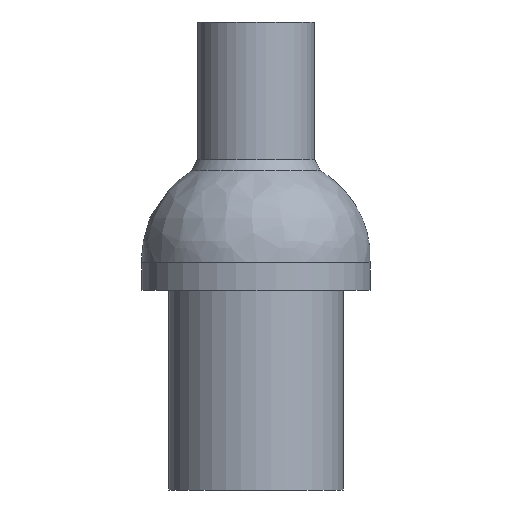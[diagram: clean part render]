
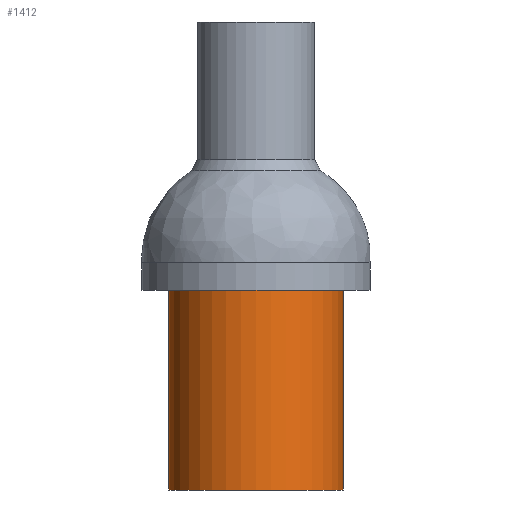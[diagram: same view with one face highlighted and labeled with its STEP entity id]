
A CAD part, front view. The second image highlights one B-rep face of the part: STEP entity #1412.
In plain terms, the highlighted cylindrical face has radius 12.7 mm (diameter 25.4 mm), a full revolution.
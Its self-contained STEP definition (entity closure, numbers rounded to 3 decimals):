
#1275 = PLANE('',#1276);
#1276 = AXIS2_PLACEMENT_3D('',#1277,#1278,#1279);
#1277 = CARTESIAN_POINT('',(0.,0.,29.));
#1278 = DIRECTION('',(0.,0.,1.));
#1279 = DIRECTION('',(1.,0.,0.));
#1349 = EDGE_CURVE('',#1350,#1350,#1352,.T.);
#1350 = VERTEX_POINT('',#1351);
#1351 = CARTESIAN_POINT('',(12.7,0.,29.));
#1352 = SURFACE_CURVE('',#1353,(#1358,#1365),.PCURVE_S1.);
#1353 = CIRCLE('',#1354,12.7);
#1354 = AXIS2_PLACEMENT_3D('',#1355,#1356,#1357);
#1355 = CARTESIAN_POINT('',(0.,0.,29.));
#1356 = DIRECTION('',(0.,0.,1.));
#1357 = DIRECTION('',(1.,0.,0.));
#1358 = PCURVE('',#1275,#1359);
#1359 = DEFINITIONAL_REPRESENTATION('',(#1360),#1364);
#1360 = CIRCLE('',#1361,12.7);
#1361 = AXIS2_PLACEMENT_2D('',#1362,#1363);
#1362 = CARTESIAN_POINT('',(0.,0.));
#1363 = DIRECTION('',(1.,0.));
#1364 = ( GEOMETRIC_REPRESENTATION_CONTEXT(2) 
PARAMETRIC_REPRESENTATION_CONTEXT() REPRESENTATION_CONTEXT('2D SPACE',''
  ) );
#1365 = PCURVE('',#1366,#1371);
#1366 = CYLINDRICAL_SURFACE('',#1367,12.7);
#1367 = AXIS2_PLACEMENT_3D('',#1368,#1369,#1370);
#1368 = CARTESIAN_POINT('',(0.,0.,0.));
#1369 = DIRECTION('',(0.,0.,1.));
#1370 = DIRECTION('',(1.,0.,0.));
#1371 = DEFINITIONAL_REPRESENTATION('',(#1372),#1376);
#1372 = LINE('',#1373,#1374);
#1373 = CARTESIAN_POINT('',(0.,29.));
#1374 = VECTOR('',#1375,1.);
#1375 = DIRECTION('',(1.,0.));
#1376 = ( GEOMETRIC_REPRESENTATION_CONTEXT(2) 
PARAMETRIC_REPRESENTATION_CONTEXT() REPRESENTATION_CONTEXT('2D SPACE',''
  ) );
#1412 = ADVANCED_FACE('',(#1413),#1366,.T.);
#1413 = FACE_BOUND('',#1414,.T.);
#1414 = EDGE_LOOP('',(#1415,#1416,#1439,#1466));
#1415 = ORIENTED_EDGE('',*,*,#1349,.F.);
#1416 = ORIENTED_EDGE('',*,*,#1417,.F.);
#1417 = EDGE_CURVE('',#1418,#1350,#1420,.T.);
#1418 = VERTEX_POINT('',#1419);
#1419 = CARTESIAN_POINT('',(12.7,0.,0.));
#1420 = SEAM_CURVE('',#1421,(#1425,#1432),.PCURVE_S1.);
#1421 = LINE('',#1422,#1423);
#1422 = CARTESIAN_POINT('',(12.7,0.,0.));
#1423 = VECTOR('',#1424,1.);
#1424 = DIRECTION('',(0.,0.,1.));
#1425 = PCURVE('',#1366,#1426);
#1426 = DEFINITIONAL_REPRESENTATION('',(#1427),#1431);
#1427 = LINE('',#1428,#1429);
#1428 = CARTESIAN_POINT('',(6.283,-0.));
#1429 = VECTOR('',#1430,1.);
#1430 = DIRECTION('',(0.,1.));
#1431 = ( GEOMETRIC_REPRESENTATION_CONTEXT(2) 
PARAMETRIC_REPRESENTATION_CONTEXT() REPRESENTATION_CONTEXT('2D SPACE',''
  ) );
#1432 = PCURVE('',#1366,#1433);
#1433 = DEFINITIONAL_REPRESENTATION('',(#1434),#1438);
#1434 = LINE('',#1435,#1436);
#1435 = CARTESIAN_POINT('',(0.,-0.));
#1436 = VECTOR('',#1437,1.);
#1437 = DIRECTION('',(0.,1.));
#1438 = ( GEOMETRIC_REPRESENTATION_CONTEXT(2) 
PARAMETRIC_REPRESENTATION_CONTEXT() REPRESENTATION_CONTEXT('2D SPACE',''
  ) );
#1439 = ORIENTED_EDGE('',*,*,#1440,.T.);
#1440 = EDGE_CURVE('',#1418,#1418,#1441,.T.);
#1441 = SURFACE_CURVE('',#1442,(#1447,#1454),.PCURVE_S1.);
#1442 = CIRCLE('',#1443,12.7);
#1443 = AXIS2_PLACEMENT_3D('',#1444,#1445,#1446);
#1444 = CARTESIAN_POINT('',(0.,0.,0.));
#1445 = DIRECTION('',(0.,0.,1.));
#1446 = DIRECTION('',(1.,0.,0.));
#1447 = PCURVE('',#1366,#1448);
#1448 = DEFINITIONAL_REPRESENTATION('',(#1449),#1453);
#1449 = LINE('',#1450,#1451);
#1450 = CARTESIAN_POINT('',(0.,0.));
#1451 = VECTOR('',#1452,1.);
#1452 = DIRECTION('',(1.,0.));
#1453 = ( GEOMETRIC_REPRESENTATION_CONTEXT(2) 
PARAMETRIC_REPRESENTATION_CONTEXT() REPRESENTATION_CONTEXT('2D SPACE',''
  ) );
#1454 = PCURVE('',#1455,#1460);
#1455 = PLANE('',#1456);
#1456 = AXIS2_PLACEMENT_3D('',#1457,#1458,#1459);
#1457 = CARTESIAN_POINT('',(0.,0.,0.));
#1458 = DIRECTION('',(0.,0.,1.));
#1459 = DIRECTION('',(1.,0.,0.));
#1460 = DEFINITIONAL_REPRESENTATION('',(#1461),#1465);
#1461 = CIRCLE('',#1462,12.7);
#1462 = AXIS2_PLACEMENT_2D('',#1463,#1464);
#1463 = CARTESIAN_POINT('',(0.,0.));
#1464 = DIRECTION('',(1.,0.));
#1465 = ( GEOMETRIC_REPRESENTATION_CONTEXT(2) 
PARAMETRIC_REPRESENTATION_CONTEXT() REPRESENTATION_CONTEXT('2D SPACE',''
  ) );
#1466 = ORIENTED_EDGE('',*,*,#1417,.T.);
